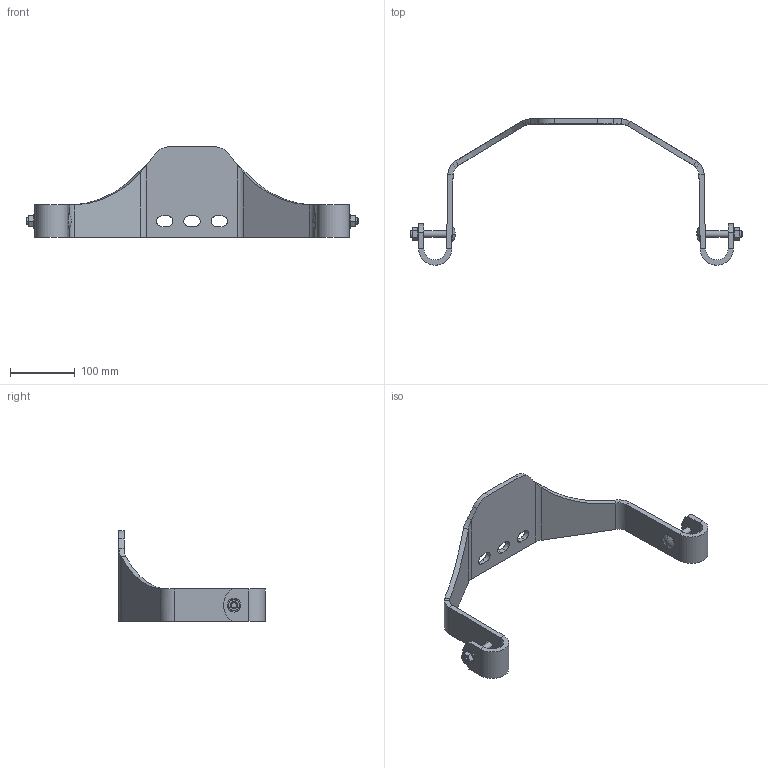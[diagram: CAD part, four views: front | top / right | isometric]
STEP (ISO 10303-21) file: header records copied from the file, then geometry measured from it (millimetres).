
FILE_DESCRIPTION (( 'STEP AP203' ), '1' );
FILE_NAME ('0588261000.STEP', '2024-05-21T13:23:12', ( '' ), ( '' ), 'SwSTEP 2.0', 'SolidWorks 2022', '' );
FILE_SCHEMA (( 'CONFIG_CONTROL_DESIGN' ));
Length unit declared in the file: metre
Products named in the file (1): 0588261000
Bounding box: 511.76 x 225.5 x 140 mm (x, y, z)
Volume: 492256.7 mm3; surface area: 146457.3 mm2
Topology: 7 solids, 7 shells, 198 faces, 444 edges, 262 vertices
Faces by surface type: plane 86, cylinder 68, cone 36, bspline 4, sphere 4
Entity records: 5785 total; most frequent: CARTESIAN_POINT 1329, DIRECTION 926, ORIENTED_EDGE 888, EDGE_CURVE 444, AXIS2_PLACEMENT_3D 359, VERTEX_POINT 262, EDGE_LOOP 222, VECTOR 208
